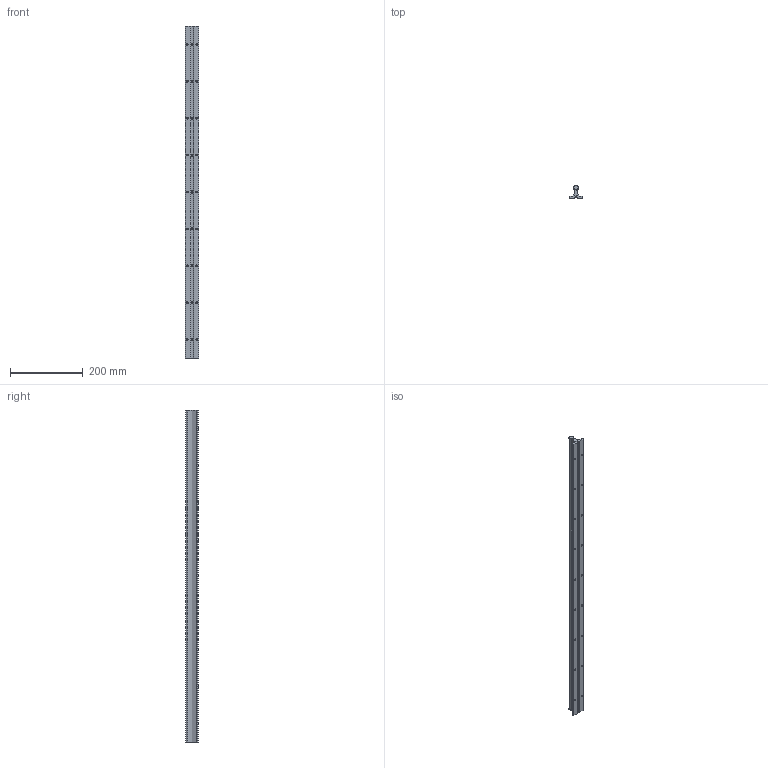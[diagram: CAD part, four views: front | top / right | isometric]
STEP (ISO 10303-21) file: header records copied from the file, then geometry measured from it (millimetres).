
FILE_DESCRIPTION (( 'STEP AP203' ), '1' );
FILE_NAME ('ShaftRailAssembly_E79C71BE7D.step', '2021-12-07T19:28:41', ( '' ), ( '' ), 'SwSTEP 2.0', 'SolidWorks 2019', '' );
FILE_SCHEMA (( 'CONFIG_CONTROL_DESIGN' ));
Length unit declared in the file: inch
Products named in the file (3): 59X0b8RRa0_CADModel_0; ShaftRailAssembly_E79C71BE7D
Assembly tree (1 placements, depth 2):
  59X0b8RRa0_CADModel_0
  ShaftRailAssembly_E79C71BE7D
    59X0b8RRa0_CADModel_0
Bounding box: 38.1 x 34.92 x 914.4 mm (x, y, z)
Volume: 402681.2 mm3; surface area: 156613.3 mm2
Topology: 11 solids, 11 shells, 401 faces, 885 edges, 515 vertices
Faces by surface type: cylinder 140, cone 135, plane 126
Entity records: 11901 total; most frequent: CARTESIAN_POINT 2769, DIRECTION 1941, ORIENTED_EDGE 1734, EDGE_CURVE 867, AXIS2_PLACEMENT_3D 767, VERTEX_POINT 515, EDGE_LOOP 482, VECTOR 407
